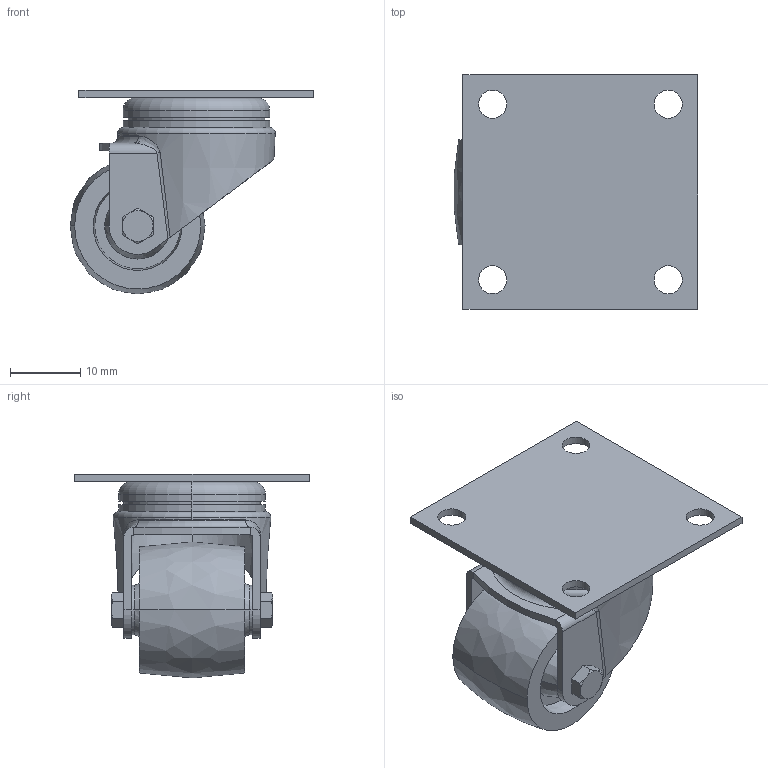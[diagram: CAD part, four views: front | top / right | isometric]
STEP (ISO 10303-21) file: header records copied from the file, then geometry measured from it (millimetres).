
FILE_DESCRIPTION(('FreeCAD Model'),'2;1');
FILE_NAME('caster_wheel.step','2017-05-08T18:59:12',('Author'),(''), 'Open CASCADE STEP processor 6.8','FreeCAD','Unknown');
FILE_SCHEMA(('AUTOMOTIVE_DESIGN_CC2 { 1 2 10303 214 -1 1 5 4 }'));
Length unit declared in the file: millimetre
Products named in the file (1): Caster
Bounding box: 34.66 x 33.42 x 29.02 mm (x, y, z)
Volume: 7724.9 mm3; surface area: 6041.6 mm2
Topology: 1 solids, 1 shells, 100 faces, 232 edges, 144 vertices
Faces by surface type: plane 37, cone 24, cylinder 21, bspline 10, torus 8
Full cylindrical faces by diameter (mm): 4 x4
Entity records: 17752 total; most frequent: CARTESIAN_POINT 13614, DIRECTION 606, ORIENTED_EDGE 464, PCURVE 464, DEFINITIONAL_REPRESENTATION 464, B_SPLINE_CURVE_WITH_KNOTS 330, EDGE_CURVE 232, SURFACE_CURVE 228
